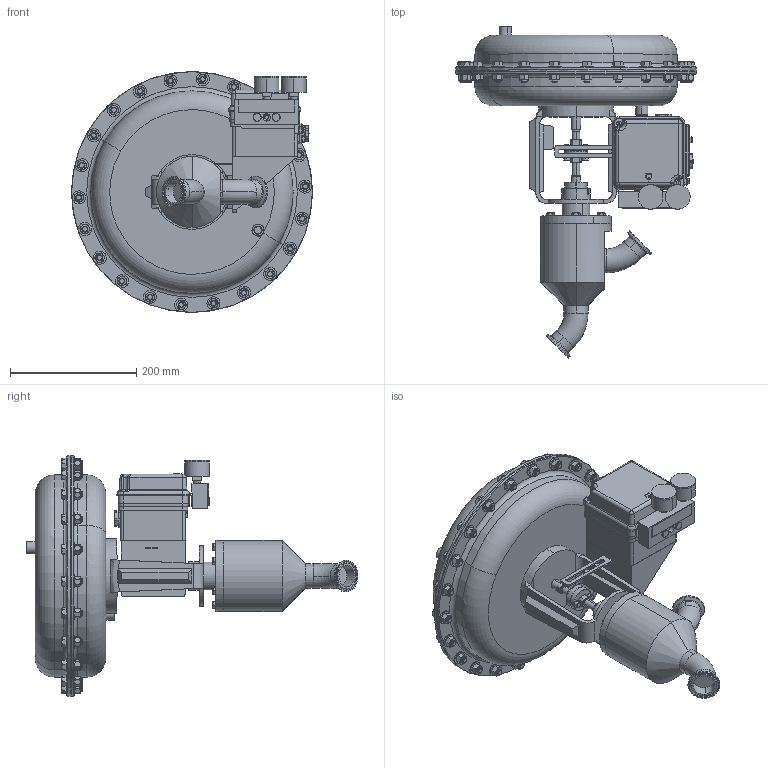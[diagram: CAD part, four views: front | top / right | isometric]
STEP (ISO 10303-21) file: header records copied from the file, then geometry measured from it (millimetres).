
FILE_DESCRIPTION (( 'STEP AP203' ), '1' );
FILE_NAME ('978NSP-150-JD-85M-16IP.STEP', '2017-06-13T14:15:18', ( '' ), ( '' ), 'SwSTEP 2.0', 'SolidWorks 2014', '' );
FILE_SCHEMA (( 'CONFIG_CONTROL_DESIGN' ));
Length unit declared in the file: inch
Products named in the file (2): 978NSP-150-JD-85M-16IP
Bounding box: 381 x 525.6 x 381 mm (x, y, z)
Volume: 12393972.9 mm3; surface area: 632822.1 mm2
Topology: 3 solids, 3 shells, 1934 faces, 4492 edges, 2726 vertices
Faces by surface type: plane 816, cone 579, cylinder 425, bspline 88, torus 26
Entity records: 60687 total; most frequent: CARTESIAN_POINT 18127, ORIENTED_EDGE 8948, DIRECTION 8576, EDGE_CURVE 4474, AXIS2_PLACEMENT_3D 3381, VERTEX_POINT 2726, EDGE_LOOP 2130, FACE_OUTER_BOUND 1934
